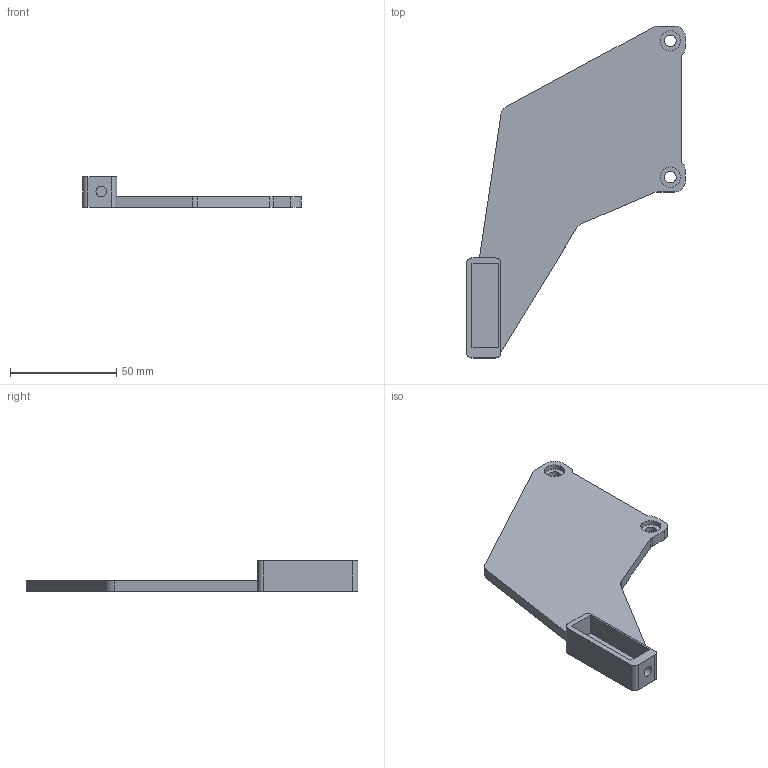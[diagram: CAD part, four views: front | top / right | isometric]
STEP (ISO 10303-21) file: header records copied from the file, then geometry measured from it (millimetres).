
FILE_DESCRIPTION(/* description */ ('','CAx-IF Rec.Pracs.---Representation and Presentation of Product Manufacturing Information (PMI)---4.0---2014-10-13'),/* implementation_level */ '2;1');
FILE_NAME(/* name */ 'N3P_nozzle brush_standard.step',/* time_stamp */ '2025-01-31T18:01:07+01:00',/* author */ (''),/* organization */ (''),/* preprocessor_version */ 'ST-DEVELOPER v20',/* originating_system */ 'Autodesk Translation Framework v13.20.0.188',/* authorisation */ '');
FILE_SCHEMA (('AP242_MANAGED_MODEL_BASED_3D_ENGINEERING_MIM_LF { 1 0 10303 442 1 1 4 }'));
Length unit declared in the file: millimetre
Products named in the file (1): Neptune 3 Pro
Bounding box: 102.75 x 156 x 14.5 mm (x, y, z)
Volume: 42704.5 mm3; surface area: 21065.6 mm2
Topology: 1 solids, 1 shells, 40 faces, 104 edges, 69 vertices
Faces by surface type: plane 23, cylinder 17
Full cylindrical faces by diameter (mm): 5 x1, 5.5 x2, 9.5 x2
Entity records: 1268 total; most frequent: DIRECTION 220, CARTESIAN_POINT 214, ORIENTED_EDGE 208, EDGE_CURVE 104, AXIS2_PLACEMENT_3D 75, LINE 70, VECTOR 70, VERTEX_POINT 69
